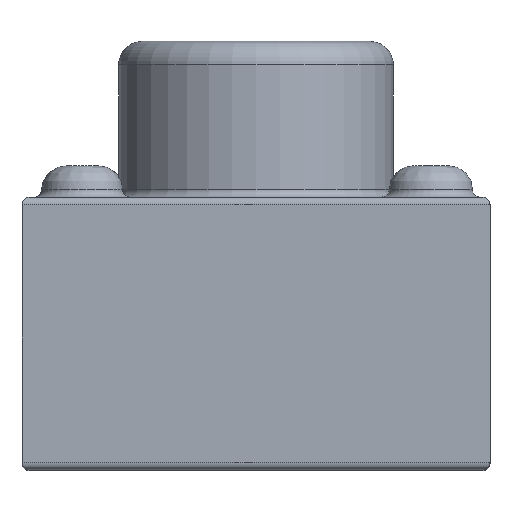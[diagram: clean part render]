
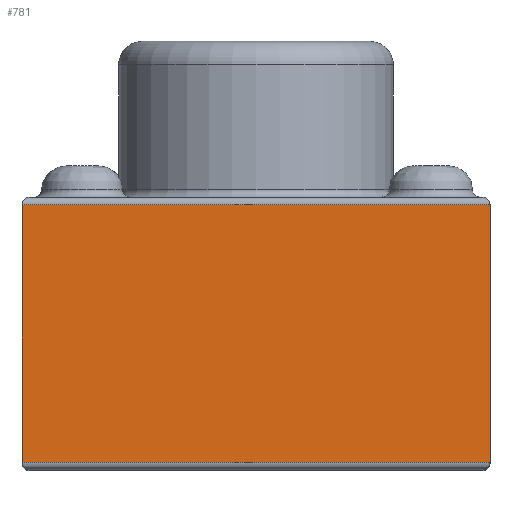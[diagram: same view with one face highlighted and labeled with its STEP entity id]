
A CAD part, top view. The second image highlights one B-rep face of the part: STEP entity #781.
In plain terms, the highlighted planar face has unit normal (0, 0, 1).
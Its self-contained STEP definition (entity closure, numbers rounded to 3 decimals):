
#59=PLANE('',#898);
#103=FACE_OUTER_BOUND('',#153,.T.);
#153=EDGE_LOOP('',(#704,#705,#706,#707));
#181=LINE('',#1235,#226);
#186=LINE('',#1244,#231);
#194=LINE('',#1309,#239);
#198=LINE('',#1517,#243);
#226=VECTOR('',#982,10.);
#231=VECTOR('',#991,10.);
#239=VECTOR('',#1023,10.);
#243=VECTOR('',#1149,10.);
#325=VERTEX_POINT('',#1227);
#327=VERTEX_POINT('',#1233);
#329=VERTEX_POINT('',#1242);
#339=VERTEX_POINT('',#1307);
#414=EDGE_CURVE('',#327,#325,#181,.T.);
#419=EDGE_CURVE('',#327,#329,#186,.T.);
#435=EDGE_CURVE('',#339,#329,#194,.T.);
#485=EDGE_CURVE('',#339,#325,#198,.T.);
#704=ORIENTED_EDGE('',*,*,#414,.F.);
#705=ORIENTED_EDGE('',*,*,#419,.T.);
#706=ORIENTED_EDGE('',*,*,#435,.F.);
#707=ORIENTED_EDGE('',*,*,#485,.T.);
#781=ADVANCED_FACE('',(#103),#59,.T.);
#898=AXIS2_PLACEMENT_3D('',#1518,#1150,#1151);
#982=DIRECTION('',(-1.,0.,0.));
#991=DIRECTION('',(0.,1.,0.));
#1023=DIRECTION('',(1.,0.,0.));
#1149=DIRECTION('',(0.,-1.,0.));
#1150=DIRECTION('center_axis',(0.,0.,1.));
#1151=DIRECTION('ref_axis',(1.,0.,0.));
#1227=CARTESIAN_POINT('',(-3.,-0.9,6.));
#1233=CARTESIAN_POINT('',(3.,-0.9,6.));
#1235=CARTESIAN_POINT('',(-1.5,-0.9,6.));
#1242=CARTESIAN_POINT('',(3.,2.4,6.));
#1244=CARTESIAN_POINT('',(3.,0.,6.));
#1307=CARTESIAN_POINT('',(-3.,2.4,6.));
#1309=CARTESIAN_POINT('',(-1.5,2.4,6.));
#1517=CARTESIAN_POINT('',(-3.,0.,6.));
#1518=CARTESIAN_POINT('Origin',(-3.,0.,6.));
